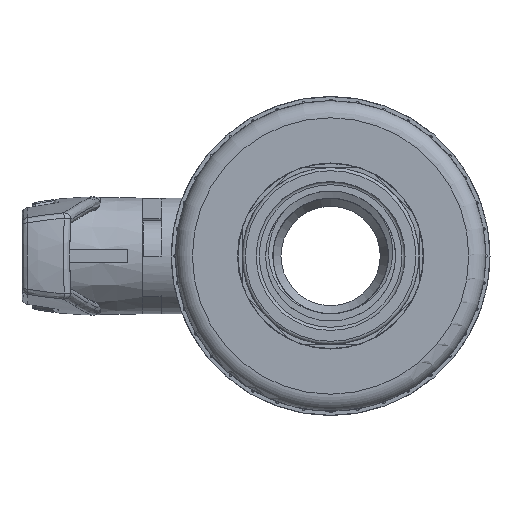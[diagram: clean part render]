
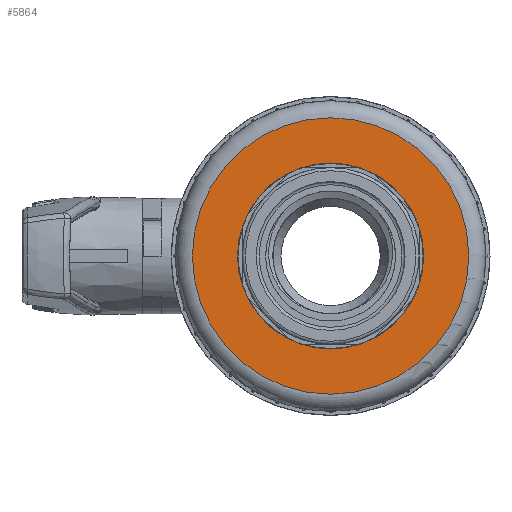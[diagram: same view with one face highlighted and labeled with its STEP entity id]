
A CAD part, left-side view. The second image highlights one B-rep face of the part: STEP entity #5864.
In plain terms, the highlighted planar face has unit normal (-1, 0, 0).
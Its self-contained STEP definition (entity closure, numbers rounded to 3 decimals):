
#5131=PLANE('',#20273);
#5864=ADVANCED_FACE('',(#7042,#7043),#5131,.F.);
#7042=FACE_BOUND('',#7670,.T.);
#7043=FACE_BOUND('',#7671,.T.);
#7670=EDGE_LOOP('',(#10296));
#7671=EDGE_LOOP('',(#10297));
#10296=ORIENTED_EDGE('',*,*,#16931,.T.);
#10297=ORIENTED_EDGE('',*,*,#16932,.T.);
#14808=VERTEX_POINT('',#32953);
#14809=VERTEX_POINT('',#32955);
#16931=EDGE_CURVE('',#14808,#14808,#19141,.T.);
#16932=EDGE_CURVE('',#14809,#14809,#19142,.T.);
#19141=CIRCLE('',#20271,22.277);
#19142=CIRCLE('',#20272,15.);
#20271=AXIS2_PLACEMENT_3D('',#32952,#23164,#23165);
#20272=AXIS2_PLACEMENT_3D('',#32954,#23166,#23167);
#20273=AXIS2_PLACEMENT_3D('',#32956,#23168,#23169);
#23164=DIRECTION('',(-1.,0.,0.));
#23165=DIRECTION('',(0.,1.,0.));
#23166=DIRECTION('',(1.,0.,0.));
#23167=DIRECTION('',(0.,1.,0.));
#23168=DIRECTION('',(1.,0.,0.));
#23169=DIRECTION('',(0.,1.,0.));
#32952=CARTESIAN_POINT('',(-980.84,-1.25,0.));
#32953=CARTESIAN_POINT('',(-980.84,21.027,0.));
#32954=CARTESIAN_POINT('',(-980.84,-1.25,0.));
#32955=CARTESIAN_POINT('',(-980.84,13.75,0.));
#32956=CARTESIAN_POINT('',(-980.84,23.76,0.));
